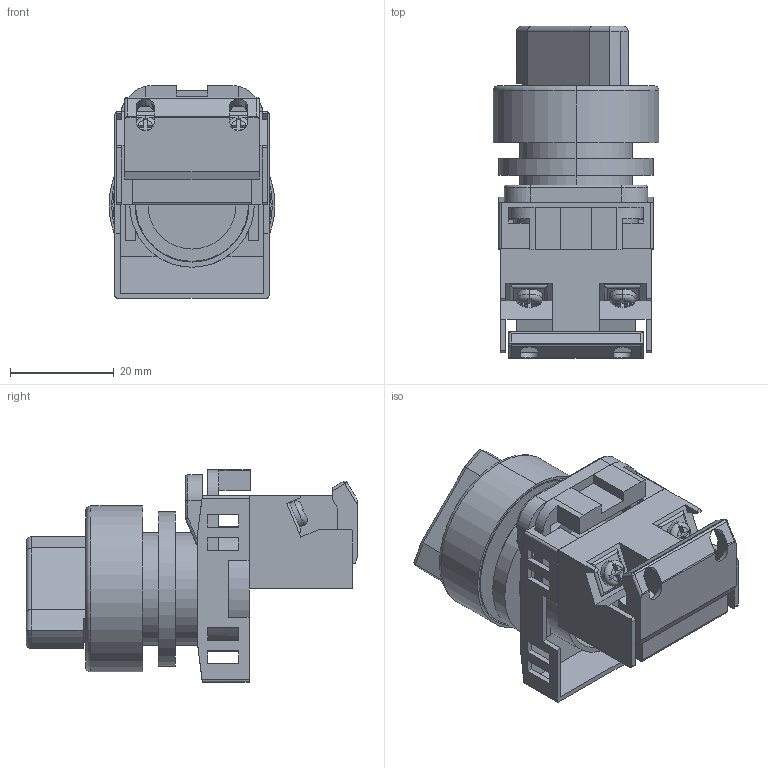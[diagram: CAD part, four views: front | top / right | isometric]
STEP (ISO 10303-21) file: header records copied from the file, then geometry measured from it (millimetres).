
FILE_DESCRIPTION (( 'STEP AP214' ), '1' );
FILE_NAME ('AR22PR-210BZA.step', '2017-08-28T21:16:57', ( '' ), ( '' ), 'SwSTEP 2.0', 'SolidWorks 2017', '' );
FILE_SCHEMA (( 'AUTOMOTIVE_DESIGN' ));
Length unit declared in the file: millimetre
Products named in the file (1): AR22PR-210BZA
Bounding box: 32 x 64 x 41 mm (x, y, z)
Volume: 29395.3 mm3; surface area: 20128.5 mm2
Topology: 12 solids, 12 shells, 322 faces, 856 edges, 556 vertices
Faces by surface type: plane 221, cylinder 81, torus 10, bspline 5, sphere 5
Entity records: 10967 total; most frequent: CARTESIAN_POINT 2546, ORIENTED_EDGE 1708, DIRECTION 1512, EDGE_CURVE 854, VECTOR 610, LINE 610, VERTEX_POINT 556, AXIS2_PLACEMENT_3D 451
